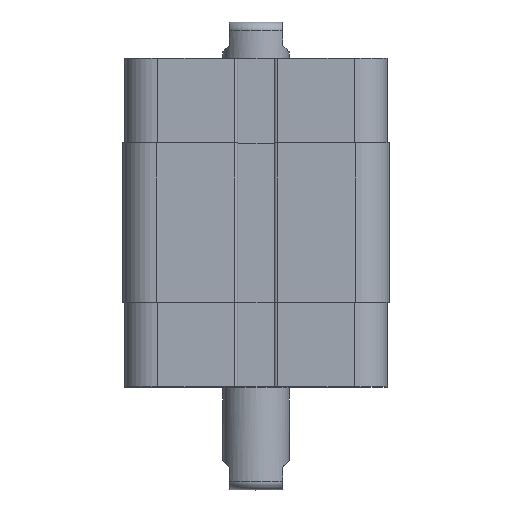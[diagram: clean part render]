
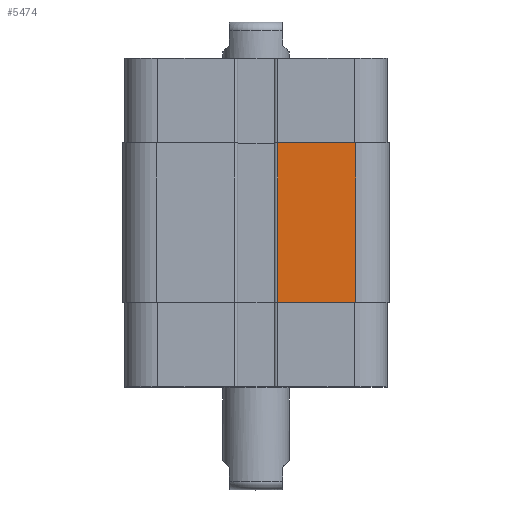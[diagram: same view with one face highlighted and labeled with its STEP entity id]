
A CAD part, top view. The second image highlights one B-rep face of the part: STEP entity #5474.
In plain terms, the highlighted planar face has unit normal (0, 0, 1).
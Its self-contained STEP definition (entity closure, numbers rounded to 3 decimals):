
#3901=CARTESIAN_POINT('',(3.25,12.,20.05));
#3902=VERTEX_POINT('',#3901);
#3910=CARTESIAN_POINT('',(15.05,12.,20.05));
#3911=VERTEX_POINT('',#3910);
#3912=CARTESIAN_POINT('',(15.05,12.,20.05));
#3913=DIRECTION('',(-1.0,0.0,0.0));
#3914=VECTOR('',#3913,11.8);
#3915=LINE('',#3912,#3914);
#3916=EDGE_CURVE('',#3911,#3902,#3915,.T.);
#4968=CARTESIAN_POINT('',(15.05,-12.,20.05));
#4969=VERTEX_POINT('',#4968);
#4977=CARTESIAN_POINT('',(3.25,-12.,20.05));
#4978=VERTEX_POINT('',#4977);
#4979=CARTESIAN_POINT('',(3.25,-12.,20.05));
#4980=DIRECTION('',(1.0,0.0,0.0));
#4981=VECTOR('',#4980,11.8);
#4982=LINE('',#4979,#4981);
#4983=EDGE_CURVE('',#4978,#4969,#4982,.T.);
#5447=CARTESIAN_POINT('',(15.05,-12.,20.05));
#5448=DIRECTION('',(0.0,1.0,0.0));
#5449=VECTOR('',#5448,24.);
#5450=LINE('',#5447,#5449);
#5451=EDGE_CURVE('',#4969,#3911,#5450,.T.);
#5458=CARTESIAN_POINT('',(15.05,0.0,20.05));
#5459=DIRECTION('',(0.0,0.0,1.0));
#5460=DIRECTION('',(1.0,0.0,0.0));
#5461=AXIS2_PLACEMENT_3D('',#5458,#5459,#5460);
#5462=PLANE('',#5461);
#5463=ORIENTED_EDGE('',*,*,#3916,.T.);
#5464=CARTESIAN_POINT('',(3.25,-12.,20.05));
#5465=DIRECTION('',(0.0,1.0,0.0));
#5466=VECTOR('',#5465,24.);
#5467=LINE('',#5464,#5466);
#5468=EDGE_CURVE('',#4978,#3902,#5467,.T.);
#5469=ORIENTED_EDGE('',*,*,#5468,.F.);
#5470=ORIENTED_EDGE('',*,*,#4983,.T.);
#5471=ORIENTED_EDGE('',*,*,#5451,.T.);
#5472=EDGE_LOOP('',(#5463,#5469,#5470,#5471));
#5473=FACE_OUTER_BOUND('',#5472,.T.);
#5474=ADVANCED_FACE('',(#5473),#5462,.T.);
